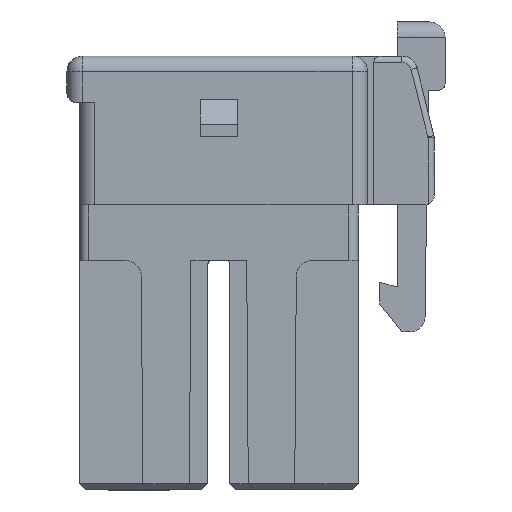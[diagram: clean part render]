
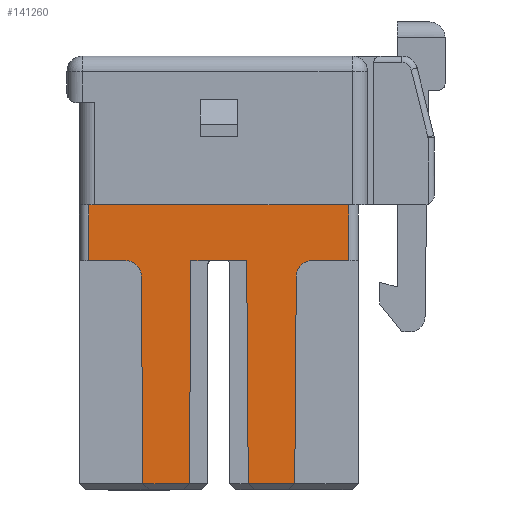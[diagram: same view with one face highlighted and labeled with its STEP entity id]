
A CAD part, left-side view. The second image highlights one B-rep face of the part: STEP entity #141260.
In plain terms, the highlighted planar face has unit normal (-1, 0, 0).
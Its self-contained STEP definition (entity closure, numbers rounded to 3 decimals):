
#136210=CARTESIAN_POINT('',(-8.55,0.95,0.2));
#136220=VERTEX_POINT('',#136210);
#139930=CARTESIAN_POINT('',(-8.55,4.2,7.4));
#139940=VERTEX_POINT('',#139930);
#140030=CARTESIAN_POINT('',(-8.55,4.2,9.2));
#140040=VERTEX_POINT('',#140030);
#140070=CARTESIAN_POINT('',(-8.55,4.2,7.4));
#140080=DIRECTION('',(0.,0.,1.));
#140090=VECTOR('',#140080,1.);
#140100=LINE('',#140070,#140090);
#140110=EDGE_CURVE('',#139940,#140040,#140100,.T.);
#140160=CARTESIAN_POINT('',(-8.55,-4.41,
-0.025));
#140170=DIRECTION('',(-1.,0.,0.));
#140180=DIRECTION('',(0.,0.,1.));
#140190=AXIS2_PLACEMENT_3D('',#140160,#140170,#140180);
#140200=PLANE('',#140190);
#140210=CARTESIAN_POINT('',(-8.55,-2.886,7.4));
#140220=DIRECTION('',(-0.,1.,0.));
#140230=VECTOR('',#140220,1.);
#140240=LINE('',#140210,#140230);
#140250=CARTESIAN_POINT('',(-8.55,3.,7.4));
#140260=VERTEX_POINT('',#140250);
#140270=EDGE_CURVE('',#140260,#139940,#140240,.T.);
#140280=ORIENTED_EDGE('',*,*,#140270,.F.);
#140290=ORIENTED_EDGE('',*,*,#140110,.F.);
#140300=CARTESIAN_POINT('',(-8.55,-2.886,
9.2));
#140310=DIRECTION('',(0.,-1.,0.));
#140320=VECTOR('',#140310,1.);
#140330=LINE('',#140300,#140320);
#140340=CARTESIAN_POINT('',(-8.55,-4.2,9.2));
#140350=VERTEX_POINT('',#140340);
#140360=EDGE_CURVE('',#140040,#140350,#140330,.T.);
#140370=ORIENTED_EDGE('',*,*,#140360,.F.);
#140380=CARTESIAN_POINT('',(-8.55,-4.2,7.4));
#140390=DIRECTION('',(0.,0.,1.));
#140400=VECTOR('',#140390,1.);
#140410=LINE('',#140380,#140400);
#140420=CARTESIAN_POINT('',(-8.55,-4.2,7.4));
#140430=VERTEX_POINT('',#140420);
#140440=EDGE_CURVE('',#140430,#140350,#140410,.T.);
#140450=ORIENTED_EDGE('',*,*,#140440,.T.);
#140460=CARTESIAN_POINT('',(-8.55,-2.886,7.4));
#140470=DIRECTION('',(-0.,1.,0.));
#140480=VECTOR('',#140470,1.);
#140490=LINE('',#140460,#140480);
#140500=CARTESIAN_POINT('',(-8.55,-3.,7.4));
#140510=VERTEX_POINT('',#140500);
#140520=EDGE_CURVE('',#140430,#140510,#140490,.T.);
#140530=ORIENTED_EDGE('',*,*,#140520,.F.);
#140540=CARTESIAN_POINT('',(-8.55,-3.,6.9));
#140550=DIRECTION('',(1.,0.,0.));
#140560=DIRECTION('',(0.,0.,-1.));
#140570=AXIS2_PLACEMENT_3D('',#140540,#140550,#140560);
#140580=CIRCLE('',#140570,0.5);
#140590=CARTESIAN_POINT('',(-8.55,-2.5,6.9));
#140600=VERTEX_POINT('',#140590);
#140610=EDGE_CURVE('',#140600,#140510,#140580,.T.);
#140620=ORIENTED_EDGE('',*,*,#140610,.T.);
#140630=CARTESIAN_POINT('',(-8.55,-2.442,
-0.848));
#140640=DIRECTION('',(-0.,0.007,-1.));
#140650=VECTOR('',#140640,1.);
#140660=LINE('',#140630,#140650);
#140670=CARTESIAN_POINT('',(-8.55,-2.45,0.2));
#140680=VERTEX_POINT('',#140670);
#140690=EDGE_CURVE('',#140600,#140680,#140660,.T.);
#140700=ORIENTED_EDGE('',*,*,#140690,.F.);
#140710=CARTESIAN_POINT('',(-8.55,-2.886,
0.2));
#140720=DIRECTION('',(0.,-1.,0.));
#140730=VECTOR('',#140720,1.);
#140740=LINE('',#140710,#140730);
#140750=CARTESIAN_POINT('',(-8.55,-0.95,0.2))
;
#140760=VERTEX_POINT('',#140750);
#140770=EDGE_CURVE('',#140760,#140680,#140740,.T.);
#140780=ORIENTED_EDGE('',*,*,#140770,.T.);
#140790=CARTESIAN_POINT('',(-8.55,-0.957,
-0.848));
#140800=DIRECTION('',(0.,-0.007,-1.));
#140810=VECTOR('',#140800,1.);
#140820=LINE('',#140790,#140810);
#140830=CARTESIAN_POINT('',(-8.55,-0.9,7.4));
#140840=VERTEX_POINT('',#140830);
#140850=EDGE_CURVE('',#140840,#140760,#140820,.T.);
#140860=ORIENTED_EDGE('',*,*,#140850,.T.);
#140870=CARTESIAN_POINT('',(-8.55,-2.886,7.4));
#140880=DIRECTION('',(-0.,1.,0.));
#140890=VECTOR('',#140880,1.);
#140900=LINE('',#140870,#140890);
#140910=CARTESIAN_POINT('',(-8.55,0.9,7.4));
#140920=VERTEX_POINT('',#140910);
#140930=EDGE_CURVE('',#140840,#140920,#140900,.T.);
#140940=ORIENTED_EDGE('',*,*,#140930,.F.);
#140950=CARTESIAN_POINT('',(-8.55,0.957,
-0.848));
#140960=DIRECTION('',(-0.,0.007,-1.));
#140970=VECTOR('',#140960,1.);
#140980=LINE('',#140950,#140970);
#140990=EDGE_CURVE('',#140920,#136220,#140980,.T.);
#141000=ORIENTED_EDGE('',*,*,#140990,.F.);
#141010=CARTESIAN_POINT('',(-8.55,-2.886,
0.2));
#141020=DIRECTION('',(-0.,1.,0.));
#141030=VECTOR('',#141020,1.);
#141040=LINE('',#141010,#141030);
#141050=CARTESIAN_POINT('',(-8.55,2.45,0.2));
#141060=VERTEX_POINT('',#141050);
#141070=EDGE_CURVE('',#136220,#141060,#141040,.T.);
#141080=ORIENTED_EDGE('',*,*,#141070,.F.);
#141090=CARTESIAN_POINT('',(-8.55,2.442,
-0.848));
#141100=DIRECTION('',(0.,-0.007,-1.));
#141110=VECTOR('',#141100,1.);
#141120=LINE('',#141090,#141110);
#141130=CARTESIAN_POINT('',(-8.55,2.5,6.9));
#141140=VERTEX_POINT('',#141130);
#141150=EDGE_CURVE('',#141140,#141060,#141120,.T.);
#141160=ORIENTED_EDGE('',*,*,#141150,.T.);
#141170=CARTESIAN_POINT('',(-8.55,3.,6.9));
#141180=DIRECTION('',(-1.,0.,0.));
#141190=DIRECTION('',(0.,0.,-1.));
#141200=AXIS2_PLACEMENT_3D('',#141170,#141180,#141190);
#141210=CIRCLE('',#141200,0.5);
#141220=EDGE_CURVE('',#141140,#140260,#141210,.T.);
#141230=ORIENTED_EDGE('',*,*,#141220,.F.);
#141240=EDGE_LOOP('',(#141230,#141160,#141080,#141000,#140940,#140860,
#140780,#140700,#140620,#140530,#140450,#140370,#140290,#140280));
#141250=FACE_OUTER_BOUND('',#141240,.T.);
#141260=ADVANCED_FACE('',(#141250),#140200,.T.);
